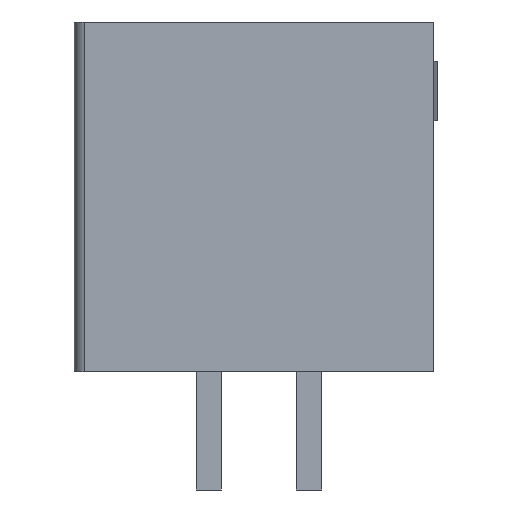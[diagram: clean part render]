
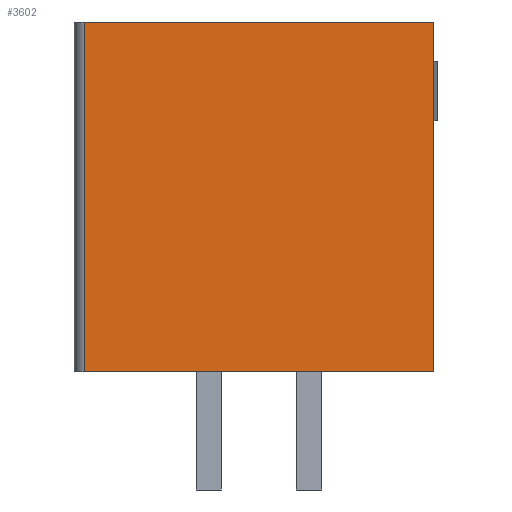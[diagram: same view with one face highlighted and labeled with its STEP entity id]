
A CAD part, left-side view. The second image highlights one B-rep face of the part: STEP entity #3602.
In plain terms, the highlighted planar face has unit normal (-1, 0, 0).
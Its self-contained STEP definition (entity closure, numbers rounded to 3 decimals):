
#51 = VERTEX_POINT('',#52);
#52 = CARTESIAN_POINT('',(-5.1,-3.155,8.85));
#58 = EDGE_CURVE('',#51,#59,#61,.T.);
#59 = VERTEX_POINT('',#60);
#60 = CARTESIAN_POINT('',(-5.1,-3.155,0.));
#61 = LINE('',#62,#63);
#62 = CARTESIAN_POINT('',(-5.1,-3.155,8.85));
#63 = VECTOR('',#64,1.);
#64 = DIRECTION('',(0.,0.,-1.));
#261 = VERTEX_POINT('',#262);
#262 = CARTESIAN_POINT('',(-5.1,5.695,0.));
#268 = EDGE_CURVE('',#269,#261,#271,.T.);
#269 = VERTEX_POINT('',#270);
#270 = CARTESIAN_POINT('',(-5.1,5.695,8.85));
#271 = LINE('',#272,#273);
#272 = CARTESIAN_POINT('',(-5.1,5.695,8.85));
#273 = VECTOR('',#274,1.);
#274 = DIRECTION('',(0.,0.,-1.));
#1434 = EDGE_CURVE('',#261,#59,#1435,.T.);
#1435 = LINE('',#1436,#1437);
#1436 = CARTESIAN_POINT('',(-5.1,5.695,0.));
#1437 = VECTOR('',#1438,1.);
#1438 = DIRECTION('',(0.,-1.,0.));
#3602 = ADVANCED_FACE('',(#3603),#3614,.F.);
#3603 = FACE_BOUND('',#3604,.T.);
#3604 = EDGE_LOOP('',(#3605,#3606,#3607,#3613));
#3605 = ORIENTED_EDGE('',*,*,#1434,.T.);
#3606 = ORIENTED_EDGE('',*,*,#58,.F.);
#3607 = ORIENTED_EDGE('',*,*,#3608,.F.);
#3608 = EDGE_CURVE('',#269,#51,#3609,.T.);
#3609 = LINE('',#3610,#3611);
#3610 = CARTESIAN_POINT('',(-5.1,5.695,8.85));
#3611 = VECTOR('',#3612,1.);
#3612 = DIRECTION('',(0.,-1.,0.));
#3613 = ORIENTED_EDGE('',*,*,#268,.T.);
#3614 = PLANE('',#3615);
#3615 = AXIS2_PLACEMENT_3D('',#3616,#3617,#3618);
#3616 = CARTESIAN_POINT('',(-5.1,5.695,8.85));
#3617 = DIRECTION('',(1.,0.,0.));
#3618 = DIRECTION('',(0.,1.,0.));
